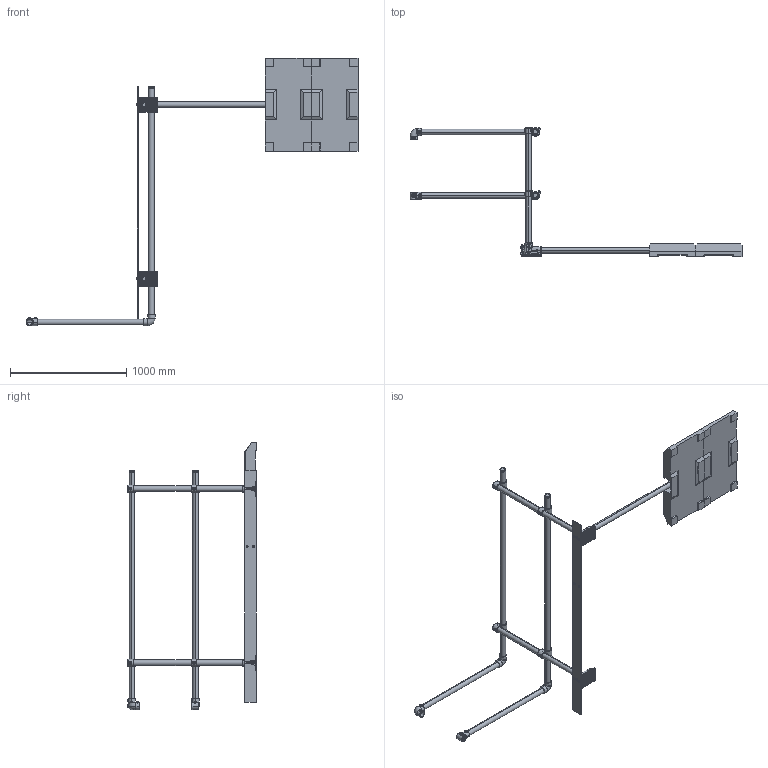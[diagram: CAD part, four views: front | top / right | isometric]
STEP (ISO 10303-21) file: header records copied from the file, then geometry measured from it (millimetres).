
FILE_DESCRIPTION (( 'STEP AP203' ), '1' );
FILE_NAME ('0529340200.STEP', '2024-06-19T11:45:32', ( '' ), ( '' ), 'SwSTEP 2.0', 'SolidWorks 2022', '' );
FILE_SCHEMA (( 'CONFIG_CONTROL_DESIGN' ));
Products named in the file (1): 0529340200
Bounding box: 2860.45 x 1117.2 x 2305.15 mm (x, y, z)
Volume: 59699245.1 mm3; surface area: 5885835.5 mm2
Topology: 69 solids, 69 shells, 3579 faces, 8164 edges, 5150 vertices
Faces by surface type: plane 1392, cylinder 1379, bspline 338, cone 205, torus 203, sphere 62
Entity records: 136495 total; most frequent: CARTESIAN_POINT 56044, DIRECTION 16972, ORIENTED_EDGE 16220, EDGE_CURVE 8110, AXIS2_PLACEMENT_3D 6664, VERTEX_POINT 5150, EDGE_LOOP 4272, VECTOR 3644
